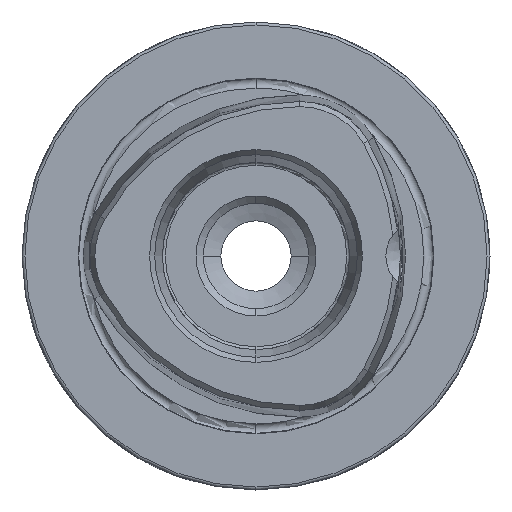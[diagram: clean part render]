
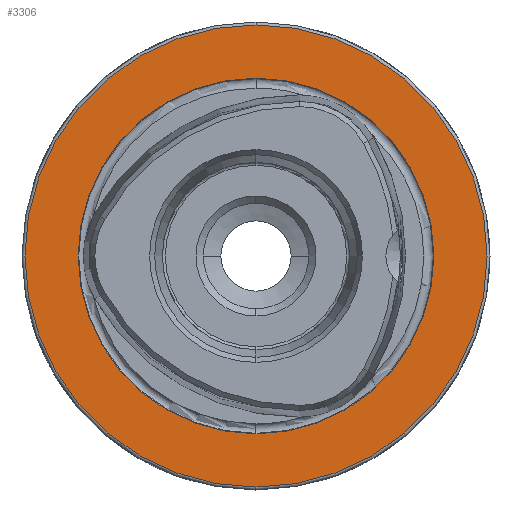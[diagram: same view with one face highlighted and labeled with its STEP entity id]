
A CAD part, left-side view. The second image highlights one B-rep face of the part: STEP entity #3306.
In plain terms, the highlighted planar face has unit normal (-1, 0, 0).
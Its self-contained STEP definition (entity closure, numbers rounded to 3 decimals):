
#143 = EDGE_CURVE ( 'NONE', #6390, #2398, #4480, .T. ) ;
#176 = EDGE_CURVE ( 'NONE', #4274, #2293, #3829, .T. ) ;
#202 = AXIS2_PLACEMENT_3D ( 'NONE', #6017, #5987, #5929 ) ;
#516 = ORIENTED_EDGE ( 'NONE', *, *, #2925, .T. ) ;
#1289 = ORIENTED_EDGE ( 'NONE', *, *, #176, .F. ) ;
#1319 = CIRCLE ( 'NONE', #202, 30.4 ) ;
#1607 = CARTESIAN_POINT ( 'NONE',  ( 0., 0., 39.5 ) ) ;
#1797 = ORIENTED_EDGE ( 'NONE', *, *, #2865, .F. ) ;
#2293 = VERTEX_POINT ( 'NONE', #5904 ) ;
#2305 = EDGE_LOOP ( 'NONE', ( #516, #5785 ) ) ;
#2365 = EDGE_LOOP ( 'NONE', ( #1289, #1797 ) ) ;
#2398 = VERTEX_POINT ( 'NONE', #1607 ) ;
#2865 = EDGE_CURVE ( 'NONE', #2293, #4274, #1319, .T. ) ;
#2925 = EDGE_CURVE ( 'NONE', #2398, #6390, #7170, .T. ) ;
#3306 = ADVANCED_FACE ( 'NONE', ( #5520, #5599 ), #5604, .F. ) ;
#3336 = AXIS2_PLACEMENT_3D ( 'NONE', #5915, #5563, #5548 ) ;
#3829 = CIRCLE ( 'NONE', #4507, 30.4 ) ;
#4274 = VERTEX_POINT ( 'NONE', #5624 ) ;
#4347 = CARTESIAN_POINT ( 'NONE',  ( 0., 0., 0. ) ) ;
#4355 = DIRECTION ( 'NONE',  ( -1., 0., 0. ) ) ;
#4374 = DIRECTION ( 'NONE',  ( 0., 0., 1. ) ) ;
#4480 = CIRCLE ( 'NONE', #5103, 39.5 ) ;
#4507 = AXIS2_PLACEMENT_3D ( 'NONE', #4801, #4737, #4615 ) ;
#4615 = DIRECTION ( 'NONE',  ( 0., 0., 1. ) ) ;
#4737 = DIRECTION ( 'NONE',  ( -1., 0., 0. ) ) ;
#4772 = DIRECTION ( 'NONE',  ( 0., 0., 1. ) ) ;
#4777 = DIRECTION ( 'NONE',  ( -1., 0., 0. ) ) ;
#4801 = CARTESIAN_POINT ( 'NONE',  ( 0., 0., 0. ) ) ;
#4814 = CARTESIAN_POINT ( 'NONE',  ( 0., 0., 0. ) ) ;
#4934 = CARTESIAN_POINT ( 'NONE',  ( 0., 0., -39.5 ) ) ;
#5103 = AXIS2_PLACEMENT_3D ( 'NONE', #4347, #4355, #4374 ) ;
#5520 = FACE_BOUND ( 'NONE', #2365, .T. ) ;
#5548 = DIRECTION ( 'NONE',  ( 0., 0., -1. ) ) ;
#5563 = DIRECTION ( 'NONE',  ( 1., 0., 0. ) ) ;
#5599 = FACE_OUTER_BOUND ( 'NONE', #2305, .T. ) ;
#5604 = PLANE ( 'NONE',  #3336 ) ;
#5624 = CARTESIAN_POINT ( 'NONE',  ( 0., 0., 30.4 ) ) ;
#5785 = ORIENTED_EDGE ( 'NONE', *, *, #143, .T. ) ;
#5904 = CARTESIAN_POINT ( 'NONE',  ( 0., 0., -30.4 ) ) ;
#5915 = CARTESIAN_POINT ( 'NONE',  ( 0., 30.4, 0. ) ) ;
#5929 = DIRECTION ( 'NONE',  ( 0., 0., 1. ) ) ;
#5987 = DIRECTION ( 'NONE',  ( -1., 0., 0. ) ) ;
#6017 = CARTESIAN_POINT ( 'NONE',  ( 0., 0., 0. ) ) ;
#6390 = VERTEX_POINT ( 'NONE', #4934 ) ;
#6846 = AXIS2_PLACEMENT_3D ( 'NONE', #4814, #4777, #4772 ) ;
#7170 = CIRCLE ( 'NONE', #6846, 39.5 ) ;
